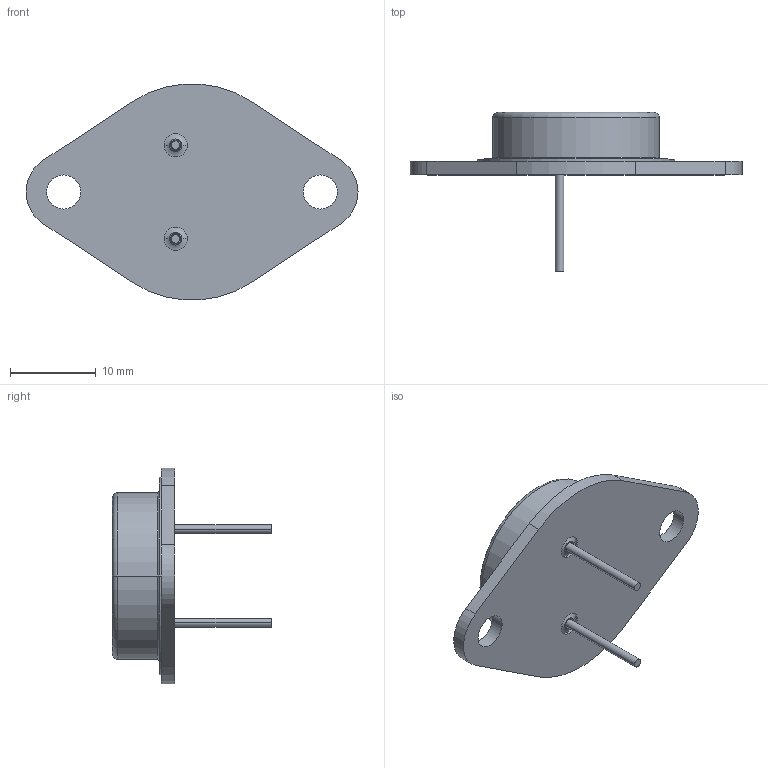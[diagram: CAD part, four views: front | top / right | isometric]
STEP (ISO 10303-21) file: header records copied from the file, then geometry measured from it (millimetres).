
FILE_DESCRIPTION((''),'2;1');
FILE_NAME('K02C_ASM','2012-02-28T',('CKXSSC'),(''),'PRO/ENGINEER BY PARAMETRIC TECHNOLOGY CORPORATION, 2011220','PRO/ENGINEER BY PARAMETRIC TECHNOLOGY CORPORATION, 2011220','');
FILE_SCHEMA(('AUTOMOTIVE_DESIGN_CC2 { 1 2 10303 214 -1 1 5 2 }'));
Length unit declared in the file: inch
Products named in the file (11): CANBASE_K02C_AF0; HEATSINK_K02C_AF0; MOLYTAB_K02C_AF0; GLASS_K02C_AF0; GLASS_K02C_AF1; PIN1_K02C_AF0; PIN1_K02C_AF1; PIN1_K02C_AF2; PIN1_K02C_AF3; CANCOVER_K02C_AF0; K02C_ASM
Assembly tree (10 placements, depth 2):
  K02C_ASM
    CANBASE_K02C_AF0
    HEATSINK_K02C_AF0
    MOLYTAB_K02C_AF0
    GLASS_K02C_AF0
    GLASS_K02C_AF1
    PIN1_K02C_AF0
    PIN1_K02C_AF1
    PIN1_K02C_AF2
    PIN1_K02C_AF3
    CANCOVER_K02C_AF0
Bounding box: 38.76 x 18.57 x 25.19 mm (x, y, z)
Volume: 1222.8 mm3; surface area: 3157.3 mm2
Topology: 8 solids, 8 shells, 106 faces, 214 edges, 132 vertices
Faces by surface type: cylinder 50, plane 28, torus 28
Entity records: 3823 total; most frequent: DIRECTION 620, CARTESIAN_POINT 473, ORIENTED_EDGE 428, AXIS2_PLACEMENT_3D 279, PRESENTATION_STYLE_ASSIGNMENT 222, STYLED_ITEM 222, CURVE_STYLE 214, EDGE_CURVE 214
